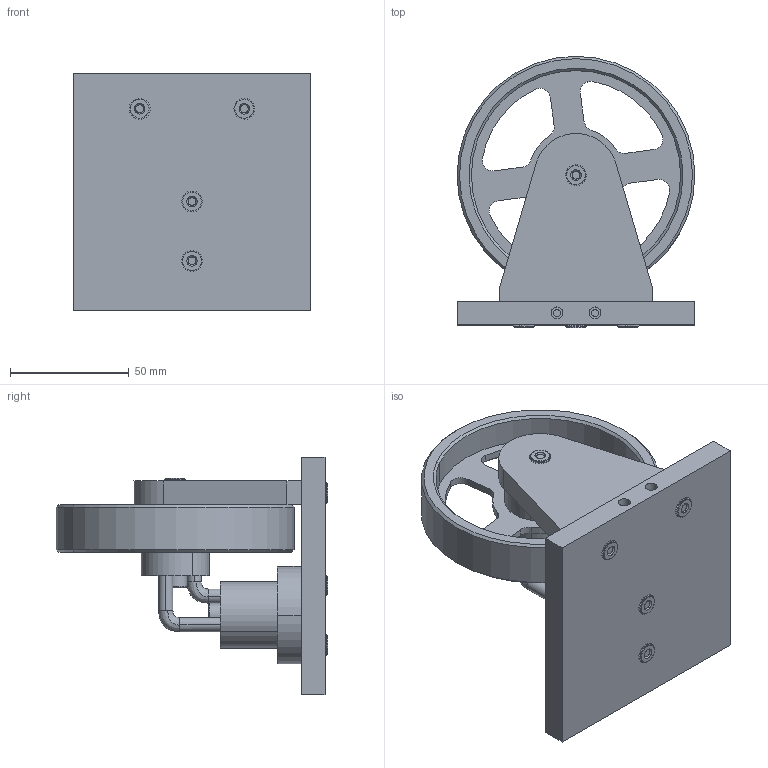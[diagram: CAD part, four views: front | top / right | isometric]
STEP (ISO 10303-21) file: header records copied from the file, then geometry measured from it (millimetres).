
FILE_DESCRIPTION (( 'STEP AP214' ), '1' );
FILE_NAME ('Elbow Engine Assembly Step.STEP', '2026-01-22T14:06:33', ( '' ), ( '' ), 'SwSTEP 2.0', 'SolidWorks 2023', '' );
FILE_SCHEMA (( 'AUTOMOTIVE_DESIGN' ));
Length unit declared in the file: millimetre
Products named in the file (11): Part-003; Elbow Engine Assembly Step; Part-009; Part-006; Part-002; Part-001; Part-007; concealed-head stud_pmm_PEM CHA-M5-10 ---N; Part-008; Part-004; Part-005
Assembly tree (17 placements, depth 2):
  Elbow Engine Assembly Step
    Part-001
    Part-002  x2
    Part-003
    Part-004
    Part-005
    Part-006
    Part-008
    Part-009
    Part-007  x3
    concealed-head stud_pmm_PEM CHA-M5-10 ---N  x5
Bounding box: 100 x 114.09 x 100 mm (x, y, z)
Volume: 221199.9 mm3; surface area: 82621.8 mm2
Topology: 17 solids, 17 shells, 723 faces, 1770 edges, 1116 vertices
Faces by surface type: plane 342, cylinder 261, cone 110, bspline 6, torus 4
Entity records: 11402 total; most frequent: CARTESIAN_POINT 2244, DIRECTION 1974, ORIENTED_EDGE 1724, EDGE_CURVE 862, AXIS2_PLACEMENT_3D 758, VERTEX_POINT 544, VECTOR 458, LINE 458
